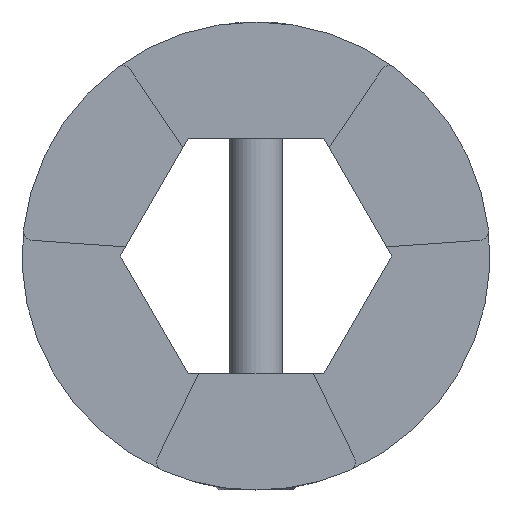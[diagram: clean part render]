
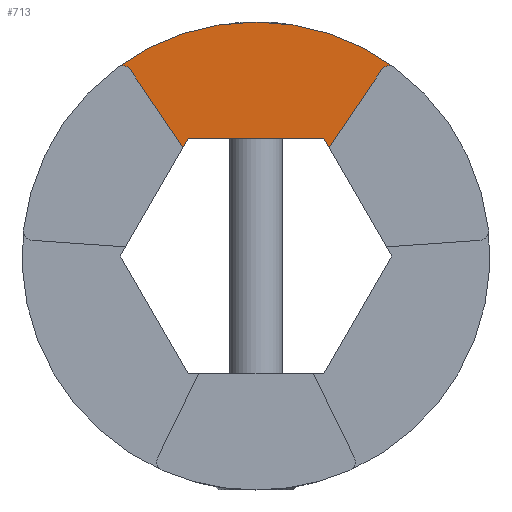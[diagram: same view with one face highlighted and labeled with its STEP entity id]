
A CAD part, front view. The second image highlights one B-rep face of the part: STEP entity #713.
In plain terms, the highlighted planar face has unit normal (0, -1, 0).
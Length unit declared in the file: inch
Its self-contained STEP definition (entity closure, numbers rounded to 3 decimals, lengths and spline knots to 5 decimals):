
#23 = CARTESIAN_POINT ( 'NONE',  ( 0.28983, -0.08, 0. ) ) ;
#38 = DIRECTION ( 'NONE',  ( 0., -1., 0. ) ) ;
#59 = EDGE_CURVE ( 'NONE', #1373, #2001, #2140, .T. ) ;
#137 = LINE ( 'NONE', #1941, #2356 ) ;
#151 = ORIENTED_EDGE ( 'NONE', *, *, #2538, .F. ) ;
#169 = DIRECTION ( 'NONE',  ( 0., 0., -1. ) ) ;
#211 = CIRCLE ( 'NONE', #1390, 0.5 ) ;
#221 = AXIS2_PLACEMENT_3D ( 'NONE', #444, #1085, #1720 ) ;
#259 = CARTESIAN_POINT ( 'NONE',  ( 0., -0.08, 0. ) ) ;
#267 = CARTESIAN_POINT ( 'NONE',  ( -0.26818, -0.08, 0.39759 ) ) ;
#271 = DIRECTION ( 'NONE',  ( 0., 0., -1. ) ) ;
#308 = DIRECTION ( 'NONE',  ( 0., 0., -1. ) ) ;
#380 = VECTOR ( 'NONE', #732, 39.37008 ) ;
#403 = DIRECTION ( 'NONE',  ( 0., 1., 0. ) ) ;
#444 = CARTESIAN_POINT ( 'NONE',  ( -0.28476, -0.08, 0.38641 ) ) ;
#448 = VERTEX_POINT ( 'NONE', #1136 ) ;
#523 = CARTESIAN_POINT ( 'NONE',  ( 0.15616, -0.08, 0.23152 ) ) ;
#560 = CARTESIAN_POINT ( 'NONE',  ( 0.26818, -0.08, 0.39759 ) ) ;
#579 = AXIS2_PLACEMENT_3D ( 'NONE', #1813, #1557, #271 ) ;
#590 = VECTOR ( 'NONE', #2443, 39.37008 ) ;
#619 = CARTESIAN_POINT ( 'NONE',  ( 0.28476, -0.08, 0.38641 ) ) ;
#622 = LINE ( 'NONE', #1145, #380 ) ;
#657 = VECTOR ( 'NONE', #2595, 39.37008 ) ;
#698 = EDGE_CURVE ( 'NONE', #1021, #1897, #622, .T. ) ;
#713 = ADVANCED_FACE ( 'NONE', ( #2075 ), #2702, .T. ) ;
#730 = LINE ( 'NONE', #2664, #590 ) ;
#732 = DIRECTION ( 'NONE',  ( -0.5, 0., -0.866 ) ) ;
#769 = CIRCLE ( 'NONE', #856, 0.02 ) ;
#773 = EDGE_LOOP ( 'NONE', ( #1784, #151, #1870, #1205, #2772, #2577, #2531, #2558, #1296 ) ) ;
#788 = VERTEX_POINT ( 'NONE', #1624 ) ;
#856 = AXIS2_PLACEMENT_3D ( 'NONE', #619, #403, #169 ) ;
#1021 = VERTEX_POINT ( 'NONE', #1854 ) ;
#1085 = DIRECTION ( 'NONE',  ( 0., 1., 0. ) ) ;
#1091 = LINE ( 'NONE', #523, #2723 ) ;
#1136 = CARTESIAN_POINT ( 'NONE',  ( 0.29663, -0.08, 0.40251 ) ) ;
#1145 = CARTESIAN_POINT ( 'NONE',  ( -0.14491, -0.08, 0.251 ) ) ;
#1153 = CIRCLE ( 'NONE', #1920, 0.5 ) ;
#1205 = ORIENTED_EDGE ( 'NONE', *, *, #2504, .T. ) ;
#1215 = LINE ( 'NONE', #23, #657 ) ;
#1296 = ORIENTED_EDGE ( 'NONE', *, *, #2496, .F. ) ;
#1326 = CARTESIAN_POINT ( 'NONE',  ( 0., -0.08, 0. ) ) ;
#1373 = VERTEX_POINT ( 'NONE', #2372 ) ;
#1390 = AXIS2_PLACEMENT_3D ( 'NONE', #1326, #38, #1546 ) ;
#1410 = EDGE_CURVE ( 'NONE', #2289, #1373, #211, .T. ) ;
#1544 = DIRECTION ( 'NONE',  ( 0., -1., 0. ) ) ;
#1546 = DIRECTION ( 'NONE',  ( 0., 0., -1. ) ) ;
#1557 = DIRECTION ( 'NONE',  ( 0., -1., 0. ) ) ;
#1624 = CARTESIAN_POINT ( 'NONE',  ( 0.15616, -0.08, 0.23152 ) ) ;
#1720 = DIRECTION ( 'NONE',  ( 0., 0., -1. ) ) ;
#1729 = EDGE_CURVE ( 'NONE', #2777, #448, #769, .T. ) ;
#1784 = ORIENTED_EDGE ( 'NONE', *, *, #2477, .F. ) ;
#1813 = CARTESIAN_POINT ( 'NONE',  ( 0., -0.08, 0. ) ) ;
#1854 = CARTESIAN_POINT ( 'NONE',  ( -0.14491, -0.08, 0.251 ) ) ;
#1870 = ORIENTED_EDGE ( 'NONE', *, *, #1729, .T. ) ;
#1897 = VERTEX_POINT ( 'NONE', #1943 ) ;
#1920 = AXIS2_PLACEMENT_3D ( 'NONE', #259, #1544, #308 ) ;
#1941 = CARTESIAN_POINT ( 'NONE',  ( -0.2796, -0.08, 0.41452 ) ) ;
#1943 = CARTESIAN_POINT ( 'NONE',  ( -0.15616, -0.08, 0.23152 ) ) ;
#1972 = EDGE_CURVE ( 'NONE', #1897, #2001, #137, .T. ) ;
#2001 = VERTEX_POINT ( 'NONE', #267 ) ;
#2075 = FACE_OUTER_BOUND ( 'NONE', #773, .T. ) ;
#2140 = CIRCLE ( 'NONE', #221, 0.02 ) ;
#2158 = DIRECTION ( 'NONE',  ( -0.559, 0., 0.829 ) ) ;
#2289 = VERTEX_POINT ( 'NONE', #2537 ) ;
#2348 = CARTESIAN_POINT ( 'NONE',  ( 0.14491, -0.08, 0.251 ) ) ;
#2356 = VECTOR ( 'NONE', #2158, 39.37008 ) ;
#2372 = CARTESIAN_POINT ( 'NONE',  ( -0.29663, -0.08, 0.40251 ) ) ;
#2443 = DIRECTION ( 'NONE',  ( -1., 0., 0. ) ) ;
#2462 = VERTEX_POINT ( 'NONE', #2348 ) ;
#2477 = EDGE_CURVE ( 'NONE', #788, #2462, #1215, .T. ) ;
#2496 = EDGE_CURVE ( 'NONE', #2462, #1021, #730, .T. ) ;
#2504 = EDGE_CURVE ( 'NONE', #448, #2289, #1153, .T. ) ;
#2531 = ORIENTED_EDGE ( 'NONE', *, *, #1972, .F. ) ;
#2537 = CARTESIAN_POINT ( 'NONE',  ( 0., -0.08, 0.5 ) ) ;
#2538 = EDGE_CURVE ( 'NONE', #2777, #788, #1091, .T. ) ;
#2558 = ORIENTED_EDGE ( 'NONE', *, *, #698, .F. ) ;
#2577 = ORIENTED_EDGE ( 'NONE', *, *, #59, .T. ) ;
#2595 = DIRECTION ( 'NONE',  ( -0.5, 0., 0.866 ) ) ;
#2664 = CARTESIAN_POINT ( 'NONE',  ( 0.14491, -0.08, 0.251 ) ) ;
#2678 = DIRECTION ( 'NONE',  ( -0.559, 0., -0.829 ) ) ;
#2702 = PLANE ( 'NONE',  #579 ) ;
#2723 = VECTOR ( 'NONE', #2678, 39.37008 ) ;
#2772 = ORIENTED_EDGE ( 'NONE', *, *, #1410, .T. ) ;
#2777 = VERTEX_POINT ( 'NONE', #560 ) ;
